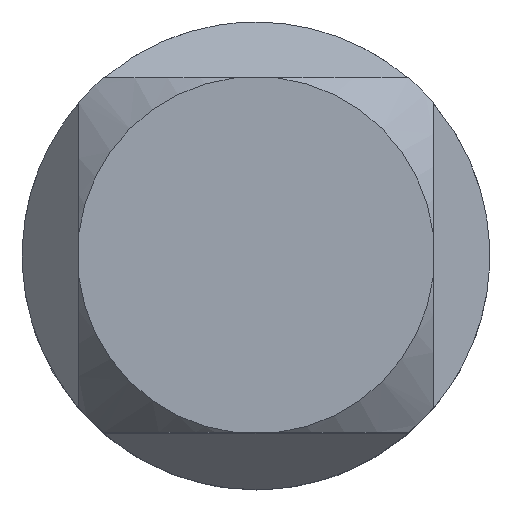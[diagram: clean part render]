
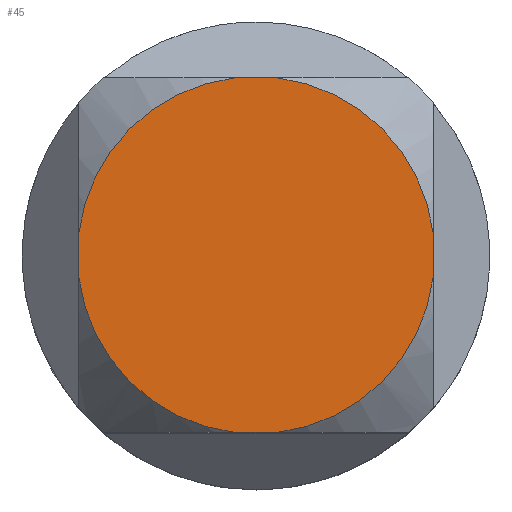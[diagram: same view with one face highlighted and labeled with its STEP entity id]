
A CAD part, top view. The second image highlights one B-rep face of the part: STEP entity #45.
In plain terms, the highlighted planar face has unit normal (0, 0, 1).
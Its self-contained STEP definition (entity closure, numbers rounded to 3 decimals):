
#45 = ADVANCED_FACE ( 'NONE', ( #1214 ), #412, .F. ) ;
#48 = CARTESIAN_POINT ( 'NONE',  ( -6.74, 0.822, 22.235 ) ) ;
#67 = LINE ( 'NONE', #143, #317 ) ;
#76 = AXIS2_PLACEMENT_3D ( 'NONE', #375, #361, #832 ) ;
#117 = AXIS2_PLACEMENT_3D ( 'NONE', #755, #1199, #769 ) ;
#120 = EDGE_CURVE ( 'NONE', #367, #426, #310, .T. ) ;
#143 = CARTESIAN_POINT ( 'NONE',  ( 0., 6.74, 22.235 ) ) ;
#159 = CARTESIAN_POINT ( 'NONE',  ( -6.74, -0.822, 22.235 ) ) ;
#163 = EDGE_CURVE ( 'NONE', #585, #545, #839, .T. ) ;
#188 = AXIS2_PLACEMENT_3D ( 'NONE', #782, #752, #745 ) ;
#198 = VECTOR ( 'NONE', #1115, 1000. ) ;
#207 = CARTESIAN_POINT ( 'NONE',  ( 0., -6.74, 22.235 ) ) ;
#209 = EDGE_CURVE ( 'NONE', #621, #590, #478, .T. ) ;
#218 = CARTESIAN_POINT ( 'NONE',  ( 0., 0., 22.235 ) ) ;
#260 = CARTESIAN_POINT ( 'NONE',  ( -0.822, -6.74, 22.235 ) ) ;
#268 = DIRECTION ( 'NONE',  ( -1., 0., 0. ) ) ;
#273 = VECTOR ( 'NONE', #370, 1000. ) ;
#310 = CIRCLE ( 'NONE', #937, 6.79 ) ;
#311 = EDGE_CURVE ( 'NONE', #585, #732, #837, .T. ) ;
#315 = DIRECTION ( 'NONE',  ( 0., 0., -1. ) ) ;
#317 = VECTOR ( 'NONE', #268, 1000. ) ;
#361 = DIRECTION ( 'NONE',  ( 0., 0., -1. ) ) ;
#367 = VERTEX_POINT ( 'NONE', #260 ) ;
#370 = DIRECTION ( 'NONE',  ( 0., 1., 0. ) ) ;
#375 = CARTESIAN_POINT ( 'NONE',  ( 0., 0., 22.235 ) ) ;
#412 = PLANE ( 'NONE',  #117 ) ;
#426 = VERTEX_POINT ( 'NONE', #159 ) ;
#460 = EDGE_CURVE ( 'NONE', #982, #545, #742, .T. ) ;
#478 = CIRCLE ( 'NONE', #1405, 6.79 ) ;
#508 = ORIENTED_EDGE ( 'NONE', *, *, #311, .F. ) ;
#522 = ORIENTED_EDGE ( 'NONE', *, *, #163, .T. ) ;
#525 = ORIENTED_EDGE ( 'NONE', *, *, #460, .F. ) ;
#534 = LINE ( 'NONE', #207, #198 ) ;
#540 = ORIENTED_EDGE ( 'NONE', *, *, #543, .T. ) ;
#543 = EDGE_CURVE ( 'NONE', #982, #590, #67, .T. ) ;
#545 = VERTEX_POINT ( 'NONE', #1386 ) ;
#573 = ORIENTED_EDGE ( 'NONE', *, *, #1221, .T. ) ;
#585 = VERTEX_POINT ( 'NONE', #1145 ) ;
#590 = VERTEX_POINT ( 'NONE', #1366 ) ;
#606 = ORIENTED_EDGE ( 'NONE', *, *, #209, .F. ) ;
#608 = ORIENTED_EDGE ( 'NONE', *, *, #916, .T. ) ;
#621 = VERTEX_POINT ( 'NONE', #48 ) ;
#690 = DIRECTION ( 'NONE',  ( 0., -1., 0. ) ) ;
#703 = CARTESIAN_POINT ( 'NONE',  ( 0.822, -6.74, 22.235 ) ) ;
#732 = VERTEX_POINT ( 'NONE', #703 ) ;
#742 = CIRCLE ( 'NONE', #188, 6.79 ) ;
#745 = DIRECTION ( 'NONE',  ( 0., 1., 0. ) ) ;
#752 = DIRECTION ( 'NONE',  ( 0., 0., -1. ) ) ;
#755 = CARTESIAN_POINT ( 'NONE',  ( 0., 0., 22.235 ) ) ;
#769 = DIRECTION ( 'NONE',  ( 0., 1., 0. ) ) ;
#782 = CARTESIAN_POINT ( 'NONE',  ( 0., 0., 22.235 ) ) ;
#799 = CARTESIAN_POINT ( 'NONE',  ( -6.74, 0., 22.235 ) ) ;
#810 = CARTESIAN_POINT ( 'NONE',  ( 0.822, 6.74, 22.235 ) ) ;
#832 = DIRECTION ( 'NONE',  ( 0., 1., 0. ) ) ;
#837 = CIRCLE ( 'NONE', #76, 6.79 ) ;
#839 = LINE ( 'NONE', #1391, #273 ) ;
#916 = EDGE_CURVE ( 'NONE', #621, #426, #1429, .T. ) ;
#937 = AXIS2_PLACEMENT_3D ( 'NONE', #218, #315, #1277 ) ;
#982 = VERTEX_POINT ( 'NONE', #810 ) ;
#1054 = DIRECTION ( 'NONE',  ( 0., 1., 0. ) ) ;
#1058 = DIRECTION ( 'NONE',  ( 0., 0., -1. ) ) ;
#1061 = CARTESIAN_POINT ( 'NONE',  ( 0., 0., 22.235 ) ) ;
#1115 = DIRECTION ( 'NONE',  ( 1., 0., 0. ) ) ;
#1139 = EDGE_LOOP ( 'NONE', ( #508, #522, #525, #540, #606, #608, #1140, #573 ) ) ;
#1140 = ORIENTED_EDGE ( 'NONE', *, *, #120, .F. ) ;
#1145 = CARTESIAN_POINT ( 'NONE',  ( 6.74, -0.822, 22.235 ) ) ;
#1199 = DIRECTION ( 'NONE',  ( 0., 0., -1. ) ) ;
#1214 = FACE_OUTER_BOUND ( 'NONE', #1139, .T. ) ;
#1221 = EDGE_CURVE ( 'NONE', #367, #732, #534, .T. ) ;
#1277 = DIRECTION ( 'NONE',  ( 0., 1., 0. ) ) ;
#1363 = VECTOR ( 'NONE', #690, 1000. ) ;
#1366 = CARTESIAN_POINT ( 'NONE',  ( -0.822, 6.74, 22.235 ) ) ;
#1386 = CARTESIAN_POINT ( 'NONE',  ( 6.74, 0.822, 22.235 ) ) ;
#1391 = CARTESIAN_POINT ( 'NONE',  ( 6.74, 0., 22.235 ) ) ;
#1405 = AXIS2_PLACEMENT_3D ( 'NONE', #1061, #1058, #1054 ) ;
#1429 = LINE ( 'NONE', #799, #1363 ) ;
